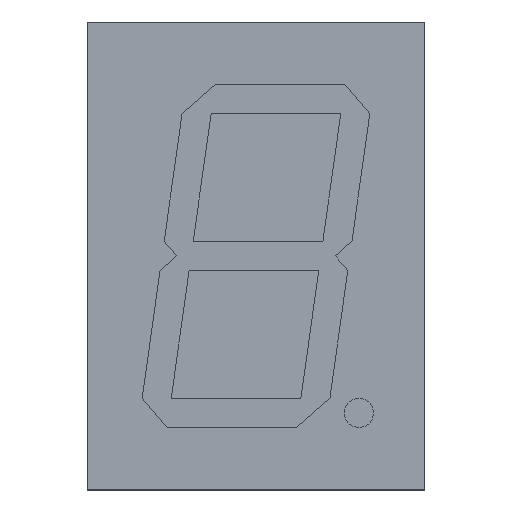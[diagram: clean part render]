
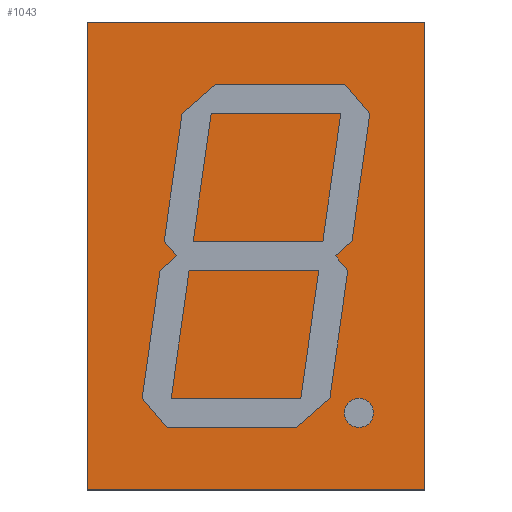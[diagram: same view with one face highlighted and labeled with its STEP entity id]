
A CAD part, top view. The second image highlights one B-rep face of the part: STEP entity #1043.
In plain terms, the highlighted planar face has unit normal (0, 0, 1).
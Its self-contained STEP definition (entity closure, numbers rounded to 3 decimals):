
#141=LINE('',#1707,#254);
#144=LINE('',#1712,#257);
#146=LINE('',#1716,#259);
#147=LINE('',#1718,#260);
#254=VECTOR('',#1416,10.);
#257=VECTOR('',#1421,10.);
#259=VECTOR('',#1425,10.);
#260=VECTOR('',#1428,10.);
#334=FACE_OUTER_BOUND('',#411,.T.);
#411=EDGE_LOOP('',(#925,#926,#927,#928));
#520=VERTEX_POINT('',#1704);
#521=VERTEX_POINT('',#1706);
#522=VERTEX_POINT('',#1710);
#523=VERTEX_POINT('',#1714);
#652=EDGE_CURVE('',#521,#520,#141,.T.);
#655=EDGE_CURVE('',#520,#522,#144,.T.);
#657=EDGE_CURVE('',#522,#523,#146,.T.);
#658=EDGE_CURVE('',#523,#521,#147,.T.);
#925=ORIENTED_EDGE('',*,*,#658,.T.);
#926=ORIENTED_EDGE('',*,*,#652,.T.);
#927=ORIENTED_EDGE('',*,*,#655,.T.);
#928=ORIENTED_EDGE('',*,*,#657,.T.);
#980=PLANE('',#1145);
#1043=ADVANCED_FACE('',(#334),#980,.T.);
#1145=AXIS2_PLACEMENT_3D('',#1719,#1429,#1430);
#1416=DIRECTION('',(0.,1.,0.));
#1421=DIRECTION('',(-1.,0.,0.));
#1425=DIRECTION('',(0.,-1.,0.));
#1428=DIRECTION('',(1.,0.,0.));
#1429=DIRECTION('center_axis',(0.,0.,1.));
#1430=DIRECTION('ref_axis',(1.,0.,0.));
#1704=CARTESIAN_POINT('',(10.,13.85,10.));
#1706=CARTESIAN_POINT('',(10.,-13.85,10.));
#1707=CARTESIAN_POINT('',(10.,13.85,10.));
#1710=CARTESIAN_POINT('',(-10.,13.85,10.));
#1712=CARTESIAN_POINT('',(-10.,13.85,10.));
#1714=CARTESIAN_POINT('',(-10.,-13.85,10.));
#1716=CARTESIAN_POINT('',(-10.,-13.85,10.));
#1718=CARTESIAN_POINT('',(10.,-13.85,10.));
#1719=CARTESIAN_POINT('Origin',(0.,0.,10.));
